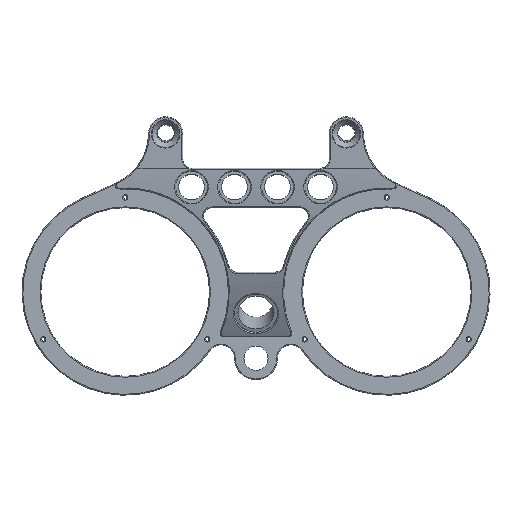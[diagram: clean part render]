
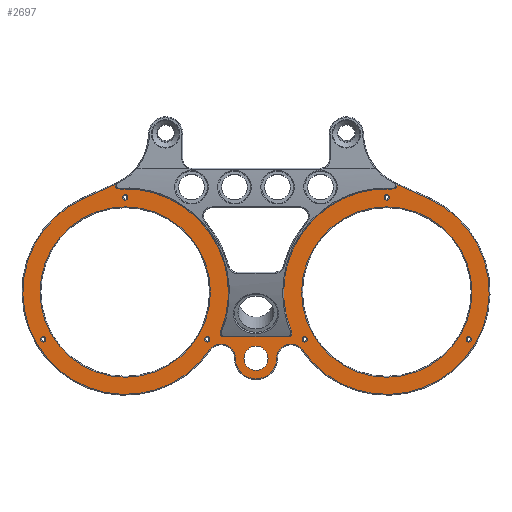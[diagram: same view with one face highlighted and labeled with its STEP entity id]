
A CAD part, top view. The second image highlights one B-rep face of the part: STEP entity #2697.
In plain terms, the highlighted planar face has unit normal (0, 0, 1).
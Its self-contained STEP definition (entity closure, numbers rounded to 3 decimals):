
#105=PLANE('',#2908);
#135=LINE('',#4488,#226);
#136=LINE('',#4531,#227);
#138=LINE('',#4548,#229);
#226=VECTOR('',#3297,10.);
#227=VECTOR('',#3320,10.);
#229=VECTOR('',#3340,10.);
#319=FACE_BOUND('',#681,.T.);
#320=FACE_BOUND('',#682,.T.);
#321=FACE_BOUND('',#683,.T.);
#322=FACE_BOUND('',#684,.T.);
#323=FACE_BOUND('',#685,.T.);
#324=FACE_BOUND('',#686,.T.);
#325=FACE_BOUND('',#687,.T.);
#326=FACE_BOUND('',#688,.T.);
#327=FACE_BOUND('',#689,.T.);
#487=FACE_OUTER_BOUND('',#680,.T.);
#680=EDGE_LOOP('',(#1929,#1930,#1931,#1932,#1933,#1934,#1935,#1936,#1937,
#1938,#1939,#1940,#1941,#1942));
#681=EDGE_LOOP('',(#1943));
#682=EDGE_LOOP('',(#1944));
#683=EDGE_LOOP('',(#1945));
#684=EDGE_LOOP('',(#1946));
#685=EDGE_LOOP('',(#1947));
#686=EDGE_LOOP('',(#1948));
#687=EDGE_LOOP('',(#1949));
#688=EDGE_LOOP('',(#1950));
#689=EDGE_LOOP('',(#1951));
#1012=CIRCLE('',#2888,8.255);
#1014=CIRCLE('',#2893,59.5);
#1017=CIRCLE('',#2897,12.);
#1019=CIRCLE('',#2900,8.255);
#1023=CIRCLE('',#2907,59.5);
#1024=CIRCLE('',#2909,2.);
#1025=CIRCLE('',#2910,60.);
#1026=CIRCLE('',#2911,2.);
#1027=CIRCLE('',#2912,2.);
#1028=CIRCLE('',#2913,60.);
#1029=CIRCLE('',#2914,2.);
#1030=CIRCLE('',#2915,7.);
#1031=CIRCLE('',#2916,1.55);
#1032=CIRCLE('',#2917,1.55);
#1033=CIRCLE('',#2918,49.5);
#1034=CIRCLE('',#2919,1.55);
#1035=CIRCLE('',#2920,1.55);
#1036=CIRCLE('',#2921,49.5);
#1037=CIRCLE('',#2922,1.55);
#1038=CIRCLE('',#2923,1.55);
#1231=VERTEX_POINT('',#4463);
#1232=VERTEX_POINT('',#4465);
#1236=VERTEX_POINT('',#4485);
#1237=VERTEX_POINT('',#4487);
#1239=VERTEX_POINT('',#4500);
#1240=VERTEX_POINT('',#4505);
#1242=VERTEX_POINT('',#4522);
#1244=VERTEX_POINT('',#4530);
#1247=VERTEX_POINT('',#4541);
#1248=VERTEX_POINT('',#4543);
#1249=VERTEX_POINT('',#4545);
#1250=VERTEX_POINT('',#4547);
#1251=VERTEX_POINT('',#4549);
#1252=VERTEX_POINT('',#4551);
#1253=VERTEX_POINT('',#4554);
#1254=VERTEX_POINT('',#4556);
#1255=VERTEX_POINT('',#4558);
#1256=VERTEX_POINT('',#4560);
#1257=VERTEX_POINT('',#4562);
#1258=VERTEX_POINT('',#4564);
#1259=VERTEX_POINT('',#4566);
#1260=VERTEX_POINT('',#4568);
#1261=VERTEX_POINT('',#4570);
#1499=EDGE_CURVE('',#1231,#1232,#1012,.T.);
#1504=EDGE_CURVE('',#1236,#1237,#135,.T.);
#1506=EDGE_CURVE('',#1232,#1236,#1014,.T.);
#1509=EDGE_CURVE('',#1239,#1231,#1017,.T.);
#1511=EDGE_CURVE('',#1240,#1239,#1019,.T.);
#1515=EDGE_CURVE('',#1242,#1244,#136,.T.);
#1520=EDGE_CURVE('',#1244,#1240,#1023,.T.);
#1521=EDGE_CURVE('',#1242,#1247,#1024,.T.);
#1522=EDGE_CURVE('',#1248,#1247,#1025,.T.);
#1523=EDGE_CURVE('',#1249,#1248,#1026,.F.);
#1524=EDGE_CURVE('',#1250,#1249,#138,.T.);
#1525=EDGE_CURVE('',#1251,#1250,#1027,.F.);
#1526=EDGE_CURVE('',#1252,#1251,#1028,.T.);
#1527=EDGE_CURVE('',#1237,#1252,#1029,.F.);
#1528=EDGE_CURVE('',#1253,#1253,#1030,.T.);
#1529=EDGE_CURVE('',#1254,#1254,#1031,.T.);
#1530=EDGE_CURVE('',#1255,#1255,#1032,.T.);
#1531=EDGE_CURVE('',#1256,#1256,#1033,.T.);
#1532=EDGE_CURVE('',#1257,#1257,#1034,.T.);
#1533=EDGE_CURVE('',#1258,#1258,#1035,.T.);
#1534=EDGE_CURVE('',#1259,#1259,#1036,.T.);
#1535=EDGE_CURVE('',#1260,#1260,#1037,.T.);
#1536=EDGE_CURVE('',#1261,#1261,#1038,.T.);
#1929=ORIENTED_EDGE('',*,*,#1504,.F.);
#1930=ORIENTED_EDGE('',*,*,#1506,.F.);
#1931=ORIENTED_EDGE('',*,*,#1499,.F.);
#1932=ORIENTED_EDGE('',*,*,#1509,.F.);
#1933=ORIENTED_EDGE('',*,*,#1511,.F.);
#1934=ORIENTED_EDGE('',*,*,#1520,.F.);
#1935=ORIENTED_EDGE('',*,*,#1515,.F.);
#1936=ORIENTED_EDGE('',*,*,#1521,.T.);
#1937=ORIENTED_EDGE('',*,*,#1522,.F.);
#1938=ORIENTED_EDGE('',*,*,#1523,.F.);
#1939=ORIENTED_EDGE('',*,*,#1524,.F.);
#1940=ORIENTED_EDGE('',*,*,#1525,.F.);
#1941=ORIENTED_EDGE('',*,*,#1526,.F.);
#1942=ORIENTED_EDGE('',*,*,#1527,.F.);
#1943=ORIENTED_EDGE('',*,*,#1528,.T.);
#1944=ORIENTED_EDGE('',*,*,#1529,.F.);
#1945=ORIENTED_EDGE('',*,*,#1530,.F.);
#1946=ORIENTED_EDGE('',*,*,#1531,.F.);
#1947=ORIENTED_EDGE('',*,*,#1532,.F.);
#1948=ORIENTED_EDGE('',*,*,#1533,.F.);
#1949=ORIENTED_EDGE('',*,*,#1534,.F.);
#1950=ORIENTED_EDGE('',*,*,#1535,.F.);
#1951=ORIENTED_EDGE('',*,*,#1536,.F.);
#2697=ADVANCED_FACE('',(#487,#319,#320,#321,#322,#323,#324,#325,#326,#327),
#105,.T.);
#2888=AXIS2_PLACEMENT_3D('',#4466,#3288,#3289);
#2893=AXIS2_PLACEMENT_3D('',#4496,#3300,#3301);
#2897=AXIS2_PLACEMENT_3D('',#4502,#3308,#3309);
#2900=AXIS2_PLACEMENT_3D('',#4506,#3314,#3315);
#2907=AXIS2_PLACEMENT_3D('',#4539,#3330,#3331);
#2908=AXIS2_PLACEMENT_3D('',#4540,#3332,#3333);
#2909=AXIS2_PLACEMENT_3D('',#4542,#3334,#3335);
#2910=AXIS2_PLACEMENT_3D('',#4544,#3336,#3337);
#2911=AXIS2_PLACEMENT_3D('',#4546,#3338,#3339);
#2912=AXIS2_PLACEMENT_3D('',#4550,#3341,#3342);
#2913=AXIS2_PLACEMENT_3D('',#4552,#3343,#3344);
#2914=AXIS2_PLACEMENT_3D('',#4553,#3345,#3346);
#2915=AXIS2_PLACEMENT_3D('',#4555,#3347,#3348);
#2916=AXIS2_PLACEMENT_3D('',#4557,#3349,#3350);
#2917=AXIS2_PLACEMENT_3D('',#4559,#3351,#3352);
#2918=AXIS2_PLACEMENT_3D('',#4561,#3353,#3354);
#2919=AXIS2_PLACEMENT_3D('',#4563,#3355,#3356);
#2920=AXIS2_PLACEMENT_3D('',#4565,#3357,#3358);
#2921=AXIS2_PLACEMENT_3D('',#4567,#3359,#3360);
#2922=AXIS2_PLACEMENT_3D('',#4569,#3361,#3362);
#2923=AXIS2_PLACEMENT_3D('',#4571,#3363,#3364);
#3288=DIRECTION('center_axis',(0.,0.,1.));
#3289=DIRECTION('ref_axis',(0.317,0.948,0.));
#3297=DIRECTION('',(0.912,0.41,0.));
#3300=DIRECTION('center_axis',(0.,0.,-1.));
#3301=DIRECTION('ref_axis',(-0.767,-0.642,0.));
#3308=DIRECTION('center_axis',(0.,0.,-1.));
#3309=DIRECTION('ref_axis',(0.,-1.,0.));
#3314=DIRECTION('center_axis',(0.,0.,1.));
#3315=DIRECTION('ref_axis',(-0.317,0.948,0.));
#3320=DIRECTION('',(0.912,-0.41,0.));
#3330=DIRECTION('center_axis',(0.,0.,-1.));
#3331=DIRECTION('ref_axis',(0.767,-0.642,0.));
#3332=DIRECTION('center_axis',(0.,0.,1.));
#3333=DIRECTION('ref_axis',(1.,0.,0.));
#3334=DIRECTION('center_axis',(0.,0.,-1.));
#3335=DIRECTION('ref_axis',(0.971,-0.24,0.));
#3336=DIRECTION('center_axis',(0.,0.,-1.));
#3337=DIRECTION('ref_axis',(-1.,0.,0.));
#3338=DIRECTION('center_axis',(0.,0.,-1.));
#3339=DIRECTION('ref_axis',(0.833,-0.554,0.));
#3340=DIRECTION('',(1.,0.,0.));
#3341=DIRECTION('center_axis',(0.,0.,-1.));
#3342=DIRECTION('ref_axis',(-0.833,-0.554,0.));
#3343=DIRECTION('center_axis',(0.,0.,-1.));
#3344=DIRECTION('ref_axis',(-1.,0.,0.));
#3345=DIRECTION('center_axis',(0.,0.,-1.));
#3346=DIRECTION('ref_axis',(-0.971,-0.24,0.));
#3347=DIRECTION('center_axis',(0.,0.,-1.));
#3348=DIRECTION('ref_axis',(1.,0.,0.));
#3349=DIRECTION('center_axis',(0.,0.,1.));
#3350=DIRECTION('ref_axis',(-1.,0.,0.));
#3351=DIRECTION('center_axis',(0.,0.,1.));
#3352=DIRECTION('ref_axis',(-1.,0.,0.));
#3353=DIRECTION('center_axis',(0.,0.,1.));
#3354=DIRECTION('ref_axis',(-1.,0.,0.));
#3355=DIRECTION('center_axis',(0.,0.,1.));
#3356=DIRECTION('ref_axis',(-1.,0.,0.));
#3357=DIRECTION('center_axis',(0.,0.,1.));
#3358=DIRECTION('ref_axis',(-1.,0.,0.));
#3359=DIRECTION('center_axis',(0.,0.,1.));
#3360=DIRECTION('ref_axis',(-1.,0.,0.));
#3361=DIRECTION('center_axis',(0.,0.,1.));
#3362=DIRECTION('ref_axis',(-1.,0.,0.));
#3363=DIRECTION('center_axis',(0.,0.,1.));
#3364=DIRECTION('ref_axis',(-1.,0.,0.));
#4463=CARTESIAN_POINT('',(-12.,-2.767,2.));
#4465=CARTESIAN_POINT('',(-26.858,2.188,2.));
#4466=CARTESIAN_POINT('Origin',(-20.255,-2.767,2.));
#4485=CARTESIAN_POINT('',(-100.411,89.995,2.));
#4487=CARTESIAN_POINT('',(-81.637,98.441,2.));
#4488=CARTESIAN_POINT('',(-17.352,127.361,2.));
#4496=CARTESIAN_POINT('Origin',(-76.,35.733,2.));
#4500=CARTESIAN_POINT('',(12.,-2.767,2.));
#4502=CARTESIAN_POINT('Origin',(0.,-2.767,2.));
#4505=CARTESIAN_POINT('',(26.858,2.188,2.));
#4506=CARTESIAN_POINT('Origin',(20.255,-2.767,2.));
#4522=CARTESIAN_POINT('',(81.637,98.441,2.));
#4530=CARTESIAN_POINT('',(100.411,89.995,2.));
#4531=CARTESIAN_POINT('',(100.411,89.995,2.));
#4539=CARTESIAN_POINT('Origin',(76.,35.733,2.));
#4540=CARTESIAN_POINT('Origin',(76.,35.733,2.));
#4541=CARTESIAN_POINT('',(79.692,95.619,2.));
#4542=CARTESIAN_POINT('Origin',(79.815,97.615,2.));
#4543=CARTESIAN_POINT('',(20.678,12.507,2.));
#4544=CARTESIAN_POINT('Origin',(76.,35.733,2.));
#4545=CARTESIAN_POINT('',(18.834,9.733,2.));
#4546=CARTESIAN_POINT('Origin',(18.834,11.733,2.));
#4547=CARTESIAN_POINT('',(-18.834,9.733,2.));
#4548=CARTESIAN_POINT('',(-10.963,9.733,2.));
#4549=CARTESIAN_POINT('',(-20.678,12.507,2.));
#4550=CARTESIAN_POINT('Origin',(-18.834,11.733,2.));
#4551=CARTESIAN_POINT('',(-79.692,95.619,2.));
#4552=CARTESIAN_POINT('Origin',(-76.,35.733,2.));
#4553=CARTESIAN_POINT('Origin',(-79.815,97.615,2.));
#4554=CARTESIAN_POINT('',(7.,-2.767,2.));
#4555=CARTESIAN_POINT('Origin',(0.,-2.767,2.));
#4556=CARTESIAN_POINT('',(-74.45,90.733,2.));
#4557=CARTESIAN_POINT('Origin',(-76.,90.733,2.));
#4558=CARTESIAN_POINT('',(-122.081,8.233,2.));
#4559=CARTESIAN_POINT('Origin',(-123.631,8.233,2.));
#4560=CARTESIAN_POINT('',(-26.5,35.733,2.));
#4561=CARTESIAN_POINT('Origin',(-76.,35.733,2.));
#4562=CARTESIAN_POINT('',(-26.819,8.233,2.));
#4563=CARTESIAN_POINT('Origin',(-28.369,8.233,2.));
#4564=CARTESIAN_POINT('',(125.181,8.233,2.));
#4565=CARTESIAN_POINT('Origin',(123.631,8.233,2.));
#4566=CARTESIAN_POINT('',(125.5,35.733,2.));
#4567=CARTESIAN_POINT('Origin',(76.,35.733,2.));
#4568=CARTESIAN_POINT('',(77.55,90.733,2.));
#4569=CARTESIAN_POINT('Origin',(76.,90.733,2.));
#4570=CARTESIAN_POINT('',(29.919,8.233,2.));
#4571=CARTESIAN_POINT('Origin',(28.369,8.233,2.));
